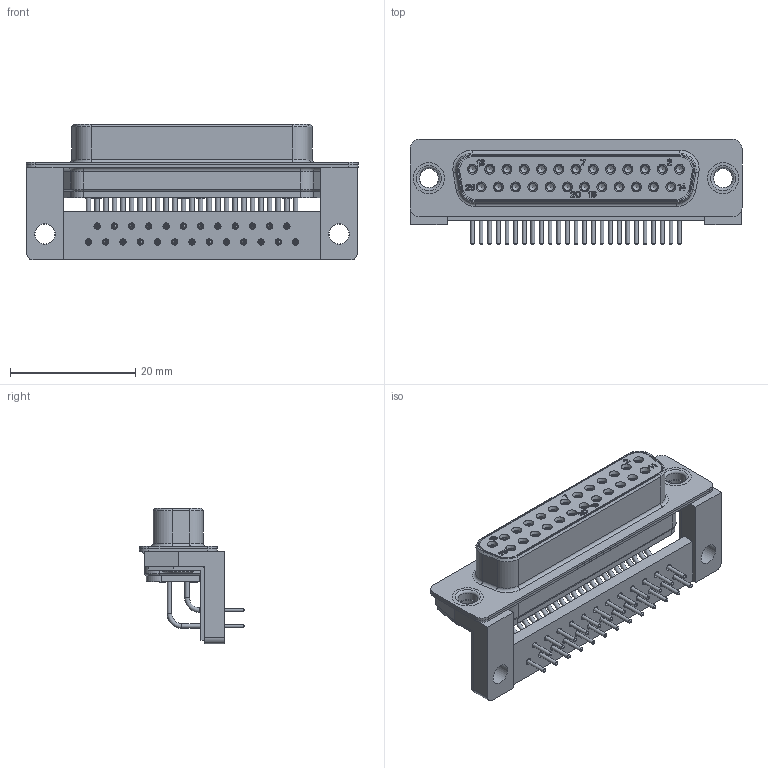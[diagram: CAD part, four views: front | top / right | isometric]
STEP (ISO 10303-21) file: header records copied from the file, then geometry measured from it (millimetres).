
FILE_DESCRIPTION(/* description */ ('Unknown'),/* implementation_level */ '2;1');
FILE_NAME(/* name */ '214612043',/* time_stamp */ '2019-04-02T15:08:04+08:00',/* author */ ('Unknown'),/* organization */ ('Unknown'),/* preprocessor_version */ 'ST-DEVELOPER v16.7',/* originating_system */ 'DEX',/* authorisation */ $);
FILE_SCHEMA (('AUTOMOTIVE_DESIGN {1 0 10303 214 3 1 1}'));
Length unit declared in the file: millimetre
Products named in the file (10): 214612043; N00637_BG; R+B00098_C15F_BG; R+B00098_C16F_BG; R+B00129_BG; R+B00122_BG; N00571_BG; N00750_BG; R+B00173_BG; R+B00104_female_BG
Assembly tree (34 placements, depth 2):
  214612043
    N00637_BG
    R+B00098_C15F_BG  x13
    R+B00098_C16F_BG  x12
    R+B00129_BG
    R+B00122_BG
    N00571_BG
    N00750_BG
    R+B00173_BG  x2
    R+B00104_female_BG  x2
Bounding box: 53.1 x 16.8 x 21.7 mm (x, y, z)
Volume: 4592.8 mm3; surface area: 12425 mm2
Topology: 34 solids, 34 shells, 4907 faces, 12142 edges, 7462 vertices
Faces by surface type: plane 3999, cylinder 449, cone 258, bspline 104, torus 97
Full cylindrical faces by diameter (mm): 0.6 x25, 0.7 x25, 0.75 x50, 1 x25, 1.15 x25, 1.28 x25, 1.3 x25, 1.7 x25, 2 x50, 2.18 x25, 2.22 x50, 3 x2, 3.2 x4, 3.3 x2, 4 x2, 4.06 x4, 4.08 x2, 4.3 x2, 5 x6
Entity records: 39411 total; most frequent: CARTESIAN_POINT 11480, ORIENTED_EDGE 5272, DIRECTION 5225, EDGE_CURVE 2636, AXIS2_PLACEMENT_3D 1893, VERTEX_POINT 1822, FACE_BOUND 1654, EDGE_LOOP 1652
